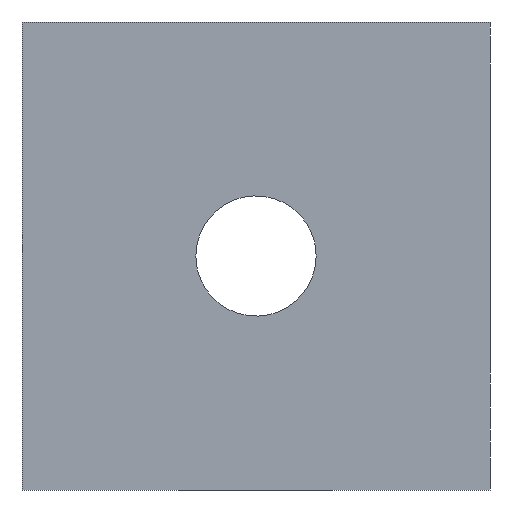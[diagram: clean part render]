
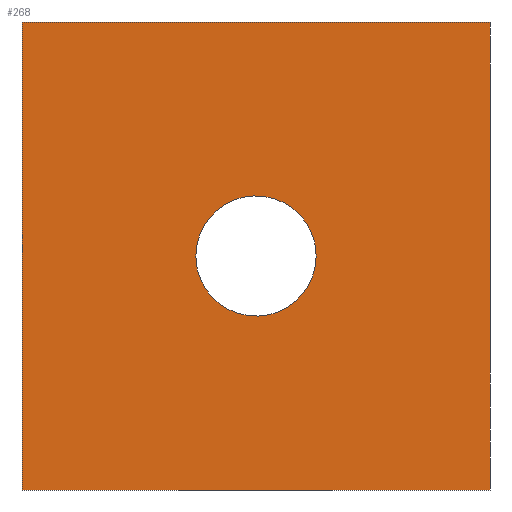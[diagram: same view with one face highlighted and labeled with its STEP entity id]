
A CAD part, front view. The second image highlights one B-rep face of the part: STEP entity #268.
In plain terms, the highlighted planar face has unit normal (0, -1, 0).
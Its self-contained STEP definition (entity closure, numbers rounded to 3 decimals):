
#218=AXIS2_PLACEMENT_3D('Plane Axis2P3D',#215,#216,#217) ;
#113=CARTESIAN_POINT('Vertex',(12.7,0.,25.4)) ;
#116=CARTESIAN_POINT('Line Origine',(12.7,0.,12.7)) ;
#120=CARTESIAN_POINT('Vertex',(12.7,0.,0.)) ;
#201=CARTESIAN_POINT('Vertex',(-12.7,0.,25.4)) ;
#205=CARTESIAN_POINT('Control Point',(12.7,0.,25.4)) ;
#206=CARTESIAN_POINT('Control Point',(-12.7,0.,25.4)) ;
#215=CARTESIAN_POINT('Axis2P3D Location',(12.7,0.,25.4)) ;
#220=CARTESIAN_POINT('Line Origine',(-12.7,0.,12.7)) ;
#224=CARTESIAN_POINT('Vertex',(-12.7,0.,0.)) ;
#227=CARTESIAN_POINT('Line Origine',(0.,0.,0.)) ;
#239=CARTESIAN_POINT('Control Point',(3.264,0.,12.7)) ;
#240=CARTESIAN_POINT('Control Point',(3.263,0.,11.675)) ;
#241=CARTESIAN_POINT('Control Point',(2.863,0.,10.648)) ;
#242=CARTESIAN_POINT('Control Point',(2.051,0.,9.838)) ;
#243=CARTESIAN_POINT('Control Point',(0.,0.,9.034)) ;
#244=CARTESIAN_POINT('Control Point',(-2.051,0.,9.838)) ;
#245=CARTESIAN_POINT('Control Point',(-2.863,0.,10.648)) ;
#246=CARTESIAN_POINT('Control Point',(-3.263,0.,11.675)) ;
#247=CARTESIAN_POINT('Control Point',(-3.264,0.,12.7)) ;
#248=CARTESIAN_POINT('Vertex',(3.264,0.,12.7)) ;
#250=CARTESIAN_POINT('Vertex',(-3.264,0.,12.7)) ;
#254=CARTESIAN_POINT('Control Point',(-3.264,0.,12.7)) ;
#255=CARTESIAN_POINT('Control Point',(-3.263,0.,13.725)) ;
#256=CARTESIAN_POINT('Control Point',(-2.863,0.,14.752)) ;
#257=CARTESIAN_POINT('Control Point',(-2.051,0.,15.562)) ;
#258=CARTESIAN_POINT('Control Point',(0.,0.,16.366)) ;
#259=CARTESIAN_POINT('Control Point',(2.051,0.,15.562)) ;
#260=CARTESIAN_POINT('Control Point',(2.863,0.,14.752)) ;
#261=CARTESIAN_POINT('Control Point',(3.263,0.,13.725)) ;
#262=CARTESIAN_POINT('Control Point',(3.264,0.,12.7)) ;
#117=DIRECTION('Vector Direction',(0.,0.,-1.)) ;
#216=DIRECTION('Axis2P3D Direction',(0.,1.,0.)) ;
#217=DIRECTION('Axis2P3D XDirection',(0.,0.,1.)) ;
#221=DIRECTION('Vector Direction',(0.,0.,-1.)) ;
#228=DIRECTION('Vector Direction',(-1.,0.,0.)) ;
#118=VECTOR('Line Direction',#117,1.) ;
#222=VECTOR('Line Direction',#221,1.) ;
#229=VECTOR('Line Direction',#228,1.) ;
#233=ORIENTED_EDGE('',*,*,#226,.T.) ;
#234=ORIENTED_EDGE('',*,*,#231,.F.) ;
#235=ORIENTED_EDGE('',*,*,#122,.F.) ;
#236=ORIENTED_EDGE('',*,*,#207,.T.) ;
#265=ORIENTED_EDGE('',*,*,#252,.T.) ;
#266=ORIENTED_EDGE('',*,*,#263,.T.) ;
#267=FACE_BOUND('',#264,.T.) ;
#268=ADVANCED_FACE('Geometry.1',(#237,#267),#219,.F.) ;
#204=B_SPLINE_CURVE_WITH_KNOTS('',1,(#205,#206),.UNSPECIFIED.,.F.,.U.,(2,2),(0.,1.),.UNSPECIFIED.) ;
#122=EDGE_CURVE('',#114,#121,#119,.T.) ;
#207=EDGE_CURVE('',#114,#202,#204,.T.) ;
#226=EDGE_CURVE('',#202,#225,#223,.T.) ;
#231=EDGE_CURVE('',#121,#225,#230,.T.) ;
#252=EDGE_CURVE('',#249,#251,#238,.T.) ;
#263=EDGE_CURVE('',#251,#249,#253,.T.) ;
#232=EDGE_LOOP('',(#233,#234,#235,#236)) ;
#264=EDGE_LOOP('',(#265,#266)) ;
#237=FACE_OUTER_BOUND('',#232,.T.) ;
#119=LINE('Line',#116,#118) ;
#223=LINE('Line',#220,#222) ;
#230=LINE('Line',#227,#229) ;
#219=PLANE('',#218) ;
#114=VERTEX_POINT('',#113) ;
#121=VERTEX_POINT('',#120) ;
#202=VERTEX_POINT('',#201) ;
#225=VERTEX_POINT('',#224) ;
#249=VERTEX_POINT('',#248) ;
#251=VERTEX_POINT('',#250) ;
#238=(BOUNDED_CURVE()B_SPLINE_CURVE(5,(#239,#240,#241,#242,#243,#244,#245,#246,#247),.UNSPECIFIED.,.F.,.U.)B_SPLINE_CURVE_WITH_KNOTS((6,3,6),(0.,5.477,10.954),.UNSPECIFIED.)CURVE()GEOMETRIC_REPRESENTATION_ITEM()RATIONAL_B_SPLINE_CURVE((1.,1.,1.,1.,1.,1.,1.,1.,1.))REPRESENTATION_ITEM('')) ;
#253=(BOUNDED_CURVE()B_SPLINE_CURVE(5,(#254,#255,#256,#257,#258,#259,#260,#261,#262),.UNSPECIFIED.,.F.,.U.)B_SPLINE_CURVE_WITH_KNOTS((6,3,6),(0.,5.477,10.954),.UNSPECIFIED.)CURVE()GEOMETRIC_REPRESENTATION_ITEM()RATIONAL_B_SPLINE_CURVE((1.,1.,1.,1.,1.,1.,1.,1.,1.))REPRESENTATION_ITEM('')) ;
